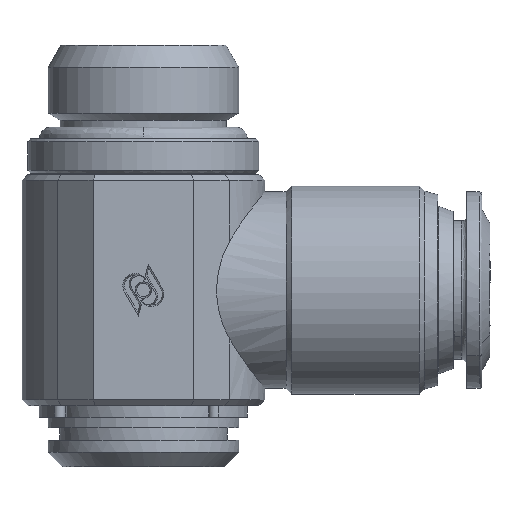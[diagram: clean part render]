
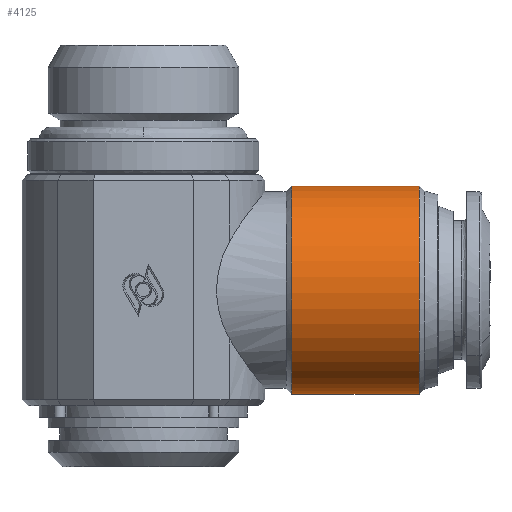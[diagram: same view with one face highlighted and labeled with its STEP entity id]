
A CAD part, front view. The second image highlights one B-rep face of the part: STEP entity #4125.
In plain terms, the highlighted free-form (B-spline) face has degree [1, 3] with [2, 4] control points.
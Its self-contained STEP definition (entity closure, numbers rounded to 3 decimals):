
#40 = CARTESIAN_POINT ( 'NONE',  ( 173.639, 138.462, -9. ) ) ;
#51 = CARTESIAN_POINT ( 'NONE',  ( 173.639, 138.462, 9. ) ) ;
#221 = EDGE_LOOP ( 'NONE', ( #6304, #7475, #1769, #6554 ) ) ;
#352 = CARTESIAN_POINT ( 'NONE',  ( 162.617, 138.462, -9. ) ) ;
#1166 =( BOUNDED_CURVE ( )  B_SPLINE_CURVE ( 3, ( #6736, #6823, #7471, #4835 ),
 .UNSPECIFIED., .F., .T. ) 
 B_SPLINE_CURVE_WITH_KNOTS ( ( 4, 4 ),
 ( -3.142, 0. ),
 .UNSPECIFIED. ) 
 CURVE ( )  GEOMETRIC_REPRESENTATION_ITEM ( )  RATIONAL_B_SPLINE_CURVE ( ( 1., 0.333, 0.333, 1. ) ) 
 REPRESENTATION_ITEM ( '' )  );
#1456 =( BOUNDED_SURFACE ( )  B_SPLINE_SURFACE ( 1, 3, ( 
 ( #7256, #3426, #7876, #3447 ),
 ( #352, #6082, #6721, #3523 ) ),
 .UNSPECIFIED., .F., .F., .T. ) 
 B_SPLINE_SURFACE_WITH_KNOTS ( ( 2, 2 ),
 ( 4, 4 ),
 ( 0., 1. ),
 ( 0., 1. ),
 .UNSPECIFIED. ) 
 GEOMETRIC_REPRESENTATION_ITEM ( )  RATIONAL_B_SPLINE_SURFACE ( (
 ( 1., 0.333, 0.333, 1.),
 ( 1., 0.333, 0.333, 1.) ) ) 
 REPRESENTATION_ITEM ( '' )  SURFACE ( )  );
#1460 = B_SPLINE_CURVE_WITH_KNOTS ( 'NONE', 1,
 ( #51, #4508 ),
 .UNSPECIFIED., .F., .F.,
 ( 2, 2 ),
 ( -1., 0. ),
 .UNSPECIFIED. ) ;
#1637 = FACE_OUTER_BOUND ( 'NONE', #221, .T. ) ;
#1769 = ORIENTED_EDGE ( 'NONE', *, *, #5898, .T. ) ;
#2390 = CARTESIAN_POINT ( 'NONE',  ( 162.617, 138.462, -9. ) ) ;
#3326 =( BOUNDED_CURVE ( )  B_SPLINE_CURVE ( 3, ( #5028, #6207, #7041, #40 ),
 .UNSPECIFIED., .F., .T. ) 
 B_SPLINE_CURVE_WITH_KNOTS ( ( 4, 4 ),
 ( -3.142, 0. ),
 .UNSPECIFIED. ) 
 CURVE ( )  GEOMETRIC_REPRESENTATION_ITEM ( )  RATIONAL_B_SPLINE_CURVE ( ( 1., 0.333, 0.333, 1. ) ) 
 REPRESENTATION_ITEM ( '' )  );
#3426 = CARTESIAN_POINT ( 'NONE',  ( 173.639, 120.462, -9. ) ) ;
#3429 = CARTESIAN_POINT ( 'NONE',  ( 162.617, 138.462, -9. ) ) ;
#3447 = CARTESIAN_POINT ( 'NONE',  ( 173.639, 138.462, 9. ) ) ;
#3523 = CARTESIAN_POINT ( 'NONE',  ( 162.617, 138.462, 9. ) ) ;
#3669 = CARTESIAN_POINT ( 'NONE',  ( 173.639, 138.462, -9. ) ) ;
#3875 = VERTEX_POINT ( 'NONE', #7552 ) ;
#4125 = ADVANCED_FACE ( 'NONE', ( #1637 ), #1456, .F. ) ;
#4508 = CARTESIAN_POINT ( 'NONE',  ( 162.617, 138.462, 9. ) ) ;
#4598 = VERTEX_POINT ( 'NONE', #3669 ) ;
#4835 = CARTESIAN_POINT ( 'NONE',  ( 162.617, 138.462, -9. ) ) ;
#4976 = EDGE_CURVE ( 'NONE', #3875, #4598, #3326, .T. ) ;
#5028 = CARTESIAN_POINT ( 'NONE',  ( 173.639, 138.462, 9. ) ) ;
#5125 = CARTESIAN_POINT ( 'NONE',  ( 162.617, 138.462, 9. ) ) ;
#5898 = EDGE_CURVE ( 'NONE', #6999, #7088, #1166, .T. ) ;
#6082 = CARTESIAN_POINT ( 'NONE',  ( 162.617, 120.462, -9. ) ) ;
#6144 = CARTESIAN_POINT ( 'NONE',  ( 173.639, 138.462, -9. ) ) ;
#6207 = CARTESIAN_POINT ( 'NONE',  ( 173.639, 120.462, 9. ) ) ;
#6304 = ORIENTED_EDGE ( 'NONE', *, *, #4976, .F. ) ;
#6554 = ORIENTED_EDGE ( 'NONE', *, *, #6849, .T. ) ;
#6721 = CARTESIAN_POINT ( 'NONE',  ( 162.617, 120.462, 9. ) ) ;
#6736 = CARTESIAN_POINT ( 'NONE',  ( 162.617, 138.462, 9. ) ) ;
#6823 = CARTESIAN_POINT ( 'NONE',  ( 162.617, 120.462, 9. ) ) ;
#6849 = EDGE_CURVE ( 'NONE', #7088, #4598, #7711, .T. ) ;
#6999 = VERTEX_POINT ( 'NONE', #5125 ) ;
#7041 = CARTESIAN_POINT ( 'NONE',  ( 173.639, 120.462, -9. ) ) ;
#7088 = VERTEX_POINT ( 'NONE', #3429 ) ;
#7256 = CARTESIAN_POINT ( 'NONE',  ( 173.639, 138.462, -9. ) ) ;
#7471 = CARTESIAN_POINT ( 'NONE',  ( 162.617, 120.462, -9. ) ) ;
#7475 = ORIENTED_EDGE ( 'NONE', *, *, #7503, .T. ) ;
#7503 = EDGE_CURVE ( 'NONE', #3875, #6999, #1460, .T. ) ;
#7552 = CARTESIAN_POINT ( 'NONE',  ( 173.639, 138.462, 9. ) ) ;
#7711 = B_SPLINE_CURVE_WITH_KNOTS ( 'NONE', 1,
 ( #2390, #6144 ),
 .UNSPECIFIED., .F., .F.,
 ( 2, 2 ),
 ( -1., 0. ),
 .UNSPECIFIED. ) ;
#7876 = CARTESIAN_POINT ( 'NONE',  ( 173.639, 120.462, 9. ) ) ;
